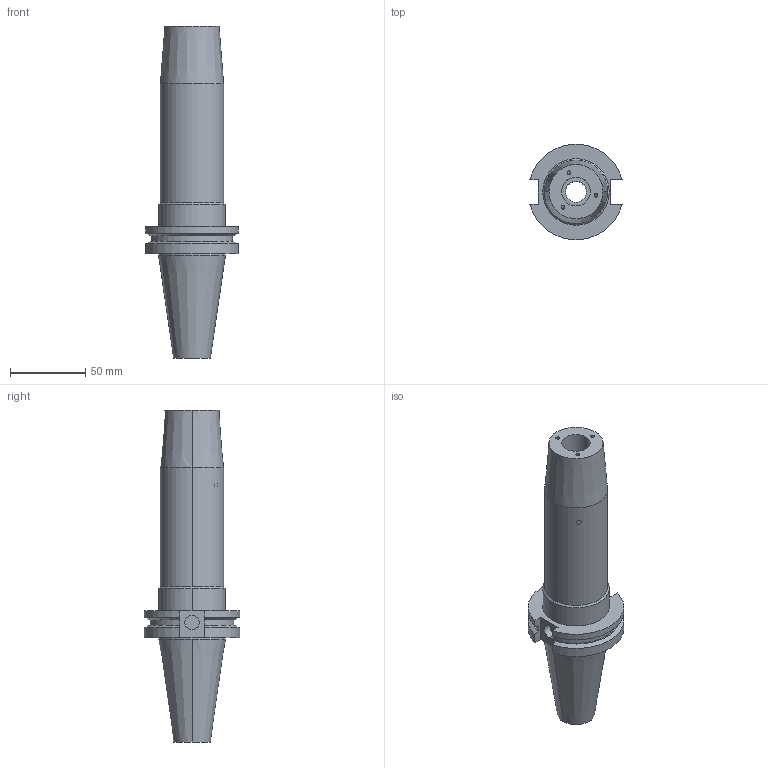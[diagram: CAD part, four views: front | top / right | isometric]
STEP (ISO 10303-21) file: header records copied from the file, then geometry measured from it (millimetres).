
FILE_DESCRIPTION (( 'STEP AP203' ), '1' );
FILE_NAME ('STP-SATE-46.651.64.600B.STEP', '2019-07-31T01:36:26', ( '' ), ( '' ), 'SwSTEP 2.0', 'SolidWorks 2017', '' );
FILE_SCHEMA (( 'CONFIG_CONTROL_DESIGN' ));
Length unit declared in the file: millimetre
Products named in the file (1): STP-SATE-46.651.64.600B
Bounding box: 61.35 x 63.26 x 220.65 mm (x, y, z)
Volume: 252866.4 mm3; surface area: 46045 mm2
Topology: 1 solids, 1 shells, 68 faces, 160 edges, 104 vertices
Faces by surface type: cylinder 36, plane 22, cone 10
Entity records: 2327 total; most frequent: CARTESIAN_POINT 663, DIRECTION 334, ORIENTED_EDGE 320, EDGE_CURVE 160, AXIS2_PLACEMENT_3D 131, VERTEX_POINT 104, EDGE_LOOP 86, LINE 72
